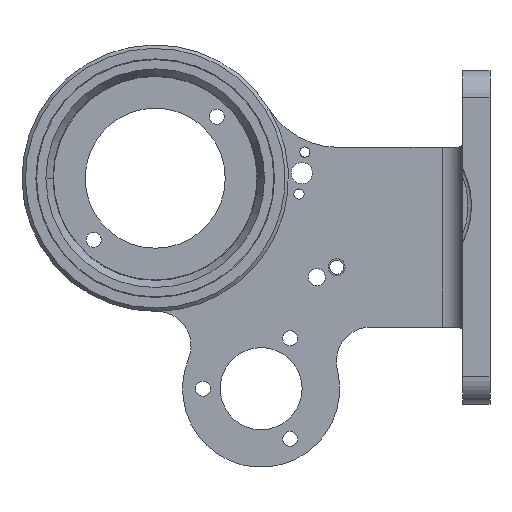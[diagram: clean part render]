
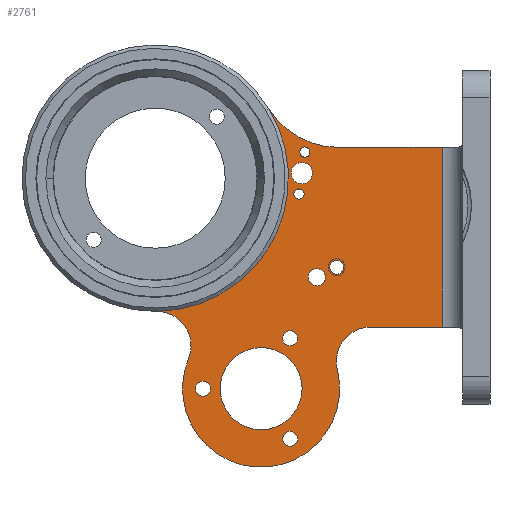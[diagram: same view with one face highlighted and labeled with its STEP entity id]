
A CAD part, left-side view. The second image highlights one B-rep face of the part: STEP entity #2761.
In plain terms, the highlighted planar face has unit normal (-1, 0, 0).
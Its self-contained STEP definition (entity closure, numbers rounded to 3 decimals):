
#502=CARTESIAN_POINT('',(28.1,25.961,-2.32));
#503=DIRECTION('',(1.,0.,0.));
#504=DIRECTION('',(0.,0.,-1.));
#505=AXIS2_PLACEMENT_3D('',#502,#503,#504);
#507=CARTESIAN_POINT('',(28.1,25.961,-2.32));
#508=DIRECTION('',(1.,0.,0.));
#509=DIRECTION('',(0.,0.,1.));
#510=AXIS2_PLACEMENT_3D('',#507,#508,#509);
#512=CARTESIAN_POINT('',(28.1,25.099,3.82));
#513=DIRECTION('',(1.,0.,0.));
#514=DIRECTION('',(0.,0.,-1.));
#515=AXIS2_PLACEMENT_3D('',#512,#513,#514);
#517=CARTESIAN_POINT('',(28.1,25.099,3.82));
#518=DIRECTION('',(1.,0.,0.));
#519=DIRECTION('',(0.,0.,1.));
#520=AXIS2_PLACEMENT_3D('',#517,#518,#519);
#522=CARTESIAN_POINT('',(28.1,25.53,0.75));
#523=DIRECTION('',(1.,0.,0.));
#524=DIRECTION('',(0.,0.,-1.));
#525=AXIS2_PLACEMENT_3D('',#522,#523,#524);
#527=CARTESIAN_POINT('',(28.1,25.53,0.75));
#528=DIRECTION('',(1.,0.,0.));
#529=DIRECTION('',(0.,0.,1.));
#530=AXIS2_PLACEMENT_3D('',#527,#528,#529);
#532=DIRECTION('',(0.,0.,-1.));
#533=VECTOR('',#532,26.3);
#534=CARTESIAN_POINT('',(28.1,5.,4.5));
#535=LINE('',#534,#533);
#536=CARTESIAN_POINT('',(28.1,47.,0.));
#537=DIRECTION('',(1.,0.,0.));
#538=DIRECTION('',(0.,-0.852,0.524));
#539=AXIS2_PLACEMENT_3D('',#536,#537,#538);
#541=CARTESIAN_POINT('',(28.1,23.357,-14.495));
#542=DIRECTION('',(1.,0.,0.));
#543=DIRECTION('',(0.,0.,-1.));
#544=AXIS2_PLACEMENT_3D('',#541,#542,#543);
#546=CARTESIAN_POINT('',(28.1,23.357,-14.495));
#547=DIRECTION('',(1.,0.,0.));
#548=DIRECTION('',(0.,0.,1.));
#549=AXIS2_PLACEMENT_3D('',#546,#547,#548);
#551=CARTESIAN_POINT('',(28.1,20.454,-13.034));
#552=DIRECTION('',(1.,0.,0.));
#553=DIRECTION('',(0.,0.,-1.));
#554=AXIS2_PLACEMENT_3D('',#551,#552,#553);
#556=CARTESIAN_POINT('',(28.1,20.454,-13.034));
#557=DIRECTION('',(1.,0.,0.));
#558=DIRECTION('',(0.,0.,1.));
#559=AXIS2_PLACEMENT_3D('',#556,#557,#558);
#561=CARTESIAN_POINT('',(28.1,31.5,-30.8));
#562=DIRECTION('',(-1.,0.,0.));
#563=DIRECTION('',(0.,0.,1.));
#564=AXIS2_PLACEMENT_3D('',#561,#562,#563);
#570=CARTESIAN_POINT('',(28.1,31.5,-30.8));
#571=DIRECTION('',(-1.,0.,0.));
#572=DIRECTION('',(0.,0.,-1.));
#573=AXIS2_PLACEMENT_3D('',#570,#571,#572);
#579=CARTESIAN_POINT('',(28.1,40.,-30.8));
#580=DIRECTION('',(1.,0.,0.));
#581=DIRECTION('',(0.,0.,-1.));
#582=AXIS2_PLACEMENT_3D('',#579,#580,#581);
#593=CARTESIAN_POINT('',(28.1,40.,-30.8));
#594=DIRECTION('',(1.,0.,0.));
#595=DIRECTION('',(0.,0.,1.));
#596=AXIS2_PLACEMENT_3D('',#593,#594,#595);
#615=CARTESIAN_POINT('',(28.1,27.25,-38.161));
#616=DIRECTION('',(1.,0.,0.));
#617=DIRECTION('',(0.,0.,-1.));
#618=AXIS2_PLACEMENT_3D('',#615,#616,#617);
#629=CARTESIAN_POINT('',(28.1,27.25,-38.161));
#630=DIRECTION('',(1.,0.,0.));
#631=DIRECTION('',(0.,0.,1.));
#632=AXIS2_PLACEMENT_3D('',#629,#630,#631);
#651=CARTESIAN_POINT('',(28.1,27.25,-23.439));
#652=DIRECTION('',(1.,0.,0.));
#653=DIRECTION('',(0.,0.,-1.));
#654=AXIS2_PLACEMENT_3D('',#651,#652,#653);
#665=CARTESIAN_POINT('',(28.1,27.25,-23.439));
#666=DIRECTION('',(1.,0.,0.));
#667=DIRECTION('',(0.,0.,1.));
#668=AXIS2_PLACEMENT_3D('',#665,#666,#667);
#1049=DIRECTION('',(0.,-1.,0.));
#1050=VECTOR('',#1049,10.492);
#1051=CARTESIAN_POINT('',(28.1,15.492,-21.8));
#1052=LINE('',#1051,#1050);
#1081=DIRECTION('',(0.,-1.,0.));
#1082=VECTOR('',#1081,15.167);
#1083=CARTESIAN_POINT('',(28.1,20.167,4.5));
#1084=LINE('',#1083,#1082);
#1133=CARTESIAN_POINT('',(28.1,20.167,16.5));
#1134=DIRECTION('',(-1.,0.,0.));
#1135=DIRECTION('',(0.,0.852,-0.524));
#1136=AXIS2_PLACEMENT_3D('',#1133,#1134,#1135);
#1147=CARTESIAN_POINT('',(28.1,46.749,-24.499));
#1148=DIRECTION('',(1.,0.,0.));
#1149=DIRECTION('',(0.,0.01,1.));
#1150=AXIS2_PLACEMENT_3D('',#1147,#1148,#1149);
#1161=CARTESIAN_POINT('',(28.1,31.5,-30.8));
#1162=DIRECTION('',(1.,0.,0.));
#1163=DIRECTION('',(0.,-0.97,0.242));
#1164=AXIS2_PLACEMENT_3D('',#1161,#1162,#1163);
#1175=CARTESIAN_POINT('',(28.1,15.492,-26.8));
#1176=DIRECTION('',(-1.,0.,0.));
#1177=DIRECTION('',(0.,0.,1.));
#1178=AXIS2_PLACEMENT_3D('',#1175,#1176,#1177);
#1770=CARTESIAN_POINT('',(28.1,20.343,-28.012));
#1771=CARTESIAN_POINT('',(28.1,42.128,-26.408));
#1772=VERTEX_POINT('',#1770);
#1773=VERTEX_POINT('',#1771);
#1774=CARTESIAN_POINT('',(28.1,15.492,-21.8));
#1775=VERTEX_POINT('',#1774);
#1776=CARTESIAN_POINT('',(28.1,46.801,-19.499));
#1777=VERTEX_POINT('',#1776);
#1778=CARTESIAN_POINT('',(28.1,30.389,10.214));
#1779=VERTEX_POINT('',#1778);
#1780=CARTESIAN_POINT('',(28.1,31.5,-24.8));
#1781=CARTESIAN_POINT('',(28.1,31.5,-36.8));
#1782=VERTEX_POINT('',#1780);
#1783=VERTEX_POINT('',#1781);
#1826=CARTESIAN_POINT('',(28.1,5.,4.5));
#1827=CARTESIAN_POINT('',(28.1,5.,-21.8));
#1828=VERTEX_POINT('',#1826);
#1829=VERTEX_POINT('',#1827);
#1830=CARTESIAN_POINT('',(28.1,20.167,4.5));
#1831=VERTEX_POINT('',#1830);
#1832=CARTESIAN_POINT('',(28.1,40.,-31.9));
#1833=CARTESIAN_POINT('',(28.1,40.,-29.7));
#1834=VERTEX_POINT('',#1832);
#1835=VERTEX_POINT('',#1833);
#1836=CARTESIAN_POINT('',(28.1,27.25,-39.261));
#1837=CARTESIAN_POINT('',(28.1,27.25,-37.061));
#1838=VERTEX_POINT('',#1836);
#1839=VERTEX_POINT('',#1837);
#1840=CARTESIAN_POINT('',(28.1,27.25,-24.539));
#1841=CARTESIAN_POINT('',(28.1,27.25,-22.339));
#1842=VERTEX_POINT('',#1840);
#1843=VERTEX_POINT('',#1841);
#1928=CARTESIAN_POINT('',(28.1,25.961,-3.07));
#1929=CARTESIAN_POINT('',(28.1,25.961,-1.57));
#1930=VERTEX_POINT('',#1928);
#1931=VERTEX_POINT('',#1929);
#1932=CARTESIAN_POINT('',(28.1,25.099,3.07));
#1933=CARTESIAN_POINT('',(28.1,25.099,4.57));
#1934=VERTEX_POINT('',#1932);
#1935=VERTEX_POINT('',#1933);
#1936=CARTESIAN_POINT('',(28.1,25.53,-0.8));
#1937=CARTESIAN_POINT('',(28.1,25.53,2.3));
#1938=VERTEX_POINT('',#1936);
#1939=VERTEX_POINT('',#1937);
#1996=CARTESIAN_POINT('',(28.1,23.357,-15.745));
#1997=CARTESIAN_POINT('',(28.1,23.357,-13.245));
#1998=VERTEX_POINT('',#1996);
#1999=VERTEX_POINT('',#1997);
#2000=CARTESIAN_POINT('',(28.1,20.454,-14.059));
#2001=CARTESIAN_POINT('',(28.1,20.454,-12.009));
#2002=VERTEX_POINT('',#2000);
#2003=VERTEX_POINT('',#2001);
#2685=CARTESIAN_POINT('',(28.1,-2.,0.));
#2686=DIRECTION('',(-1.,0.,0.));
#2687=DIRECTION('',(0.,0.,1.));
#2688=AXIS2_PLACEMENT_3D('',#2685,#2686,#2687);
#2689=PLANE('',#2688);
#2691=ORIENTED_EDGE('',*,*,#2690,.T.);
#2693=ORIENTED_EDGE('',*,*,#2692,.F.);
#2695=ORIENTED_EDGE('',*,*,#2694,.T.);
#2697=ORIENTED_EDGE('',*,*,#2696,.T.);
#2699=ORIENTED_EDGE('',*,*,#2698,.F.);
#2700=ORIENTED_EDGE('',*,*,#2679,.F.);
#2702=ORIENTED_EDGE('',*,*,#2701,.T.);
#2704=ORIENTED_EDGE('',*,*,#2703,.T.);
#2705=EDGE_LOOP('',(#2691,#2693,#2695,#2697,#2699,#2700,#2702,#2704));
#2706=FACE_OUTER_BOUND('',#2705,.F.);
#2708=ORIENTED_EDGE('',*,*,#2707,.F.);
#2710=ORIENTED_EDGE('',*,*,#2709,.F.);
#2711=EDGE_LOOP('',(#2708,#2710));
#2712=FACE_BOUND('',#2711,.F.);
#2714=ORIENTED_EDGE('',*,*,#2713,.F.);
#2716=ORIENTED_EDGE('',*,*,#2715,.F.);
#2717=EDGE_LOOP('',(#2714,#2716));
#2718=FACE_BOUND('',#2717,.F.);
#2720=ORIENTED_EDGE('',*,*,#2719,.F.);
#2722=ORIENTED_EDGE('',*,*,#2721,.F.);
#2723=EDGE_LOOP('',(#2720,#2722));
#2724=FACE_BOUND('',#2723,.F.);
#2726=ORIENTED_EDGE('',*,*,#2725,.F.);
#2728=ORIENTED_EDGE('',*,*,#2727,.F.);
#2729=EDGE_LOOP('',(#2726,#2728));
#2730=FACE_BOUND('',#2729,.F.);
#2732=ORIENTED_EDGE('',*,*,#2731,.F.);
#2734=ORIENTED_EDGE('',*,*,#2733,.F.);
#2735=EDGE_LOOP('',(#2732,#2734));
#2736=FACE_BOUND('',#2735,.F.);
#2738=ORIENTED_EDGE('',*,*,#2737,.F.);
#2740=ORIENTED_EDGE('',*,*,#2739,.F.);
#2741=EDGE_LOOP('',(#2738,#2740));
#2742=FACE_BOUND('',#2741,.F.);
#2744=ORIENTED_EDGE('',*,*,#2743,.T.);
#2746=ORIENTED_EDGE('',*,*,#2745,.T.);
#2747=EDGE_LOOP('',(#2744,#2746));
#2748=FACE_BOUND('',#2747,.F.);
#2750=ORIENTED_EDGE('',*,*,#2749,.F.);
#2752=ORIENTED_EDGE('',*,*,#2751,.F.);
#2753=EDGE_LOOP('',(#2750,#2752));
#2754=FACE_BOUND('',#2753,.F.);
#2756=ORIENTED_EDGE('',*,*,#2755,.F.);
#2758=ORIENTED_EDGE('',*,*,#2757,.F.);
#2759=EDGE_LOOP('',(#2756,#2758));
#2760=FACE_BOUND('',#2759,.F.);
#2761=ADVANCED_FACE('',(#2706,#2712,#2718,#2724,#2730,#2736,#2742,#2748,#2754,
#2760),#2689,.T.);
#506=CIRCLE('',#505,0.75);
#511=CIRCLE('',#510,0.75);
#516=CIRCLE('',#515,0.75);
#521=CIRCLE('',#520,0.75);
#526=CIRCLE('',#525,1.55);
#531=CIRCLE('',#530,1.55);
#540=CIRCLE('',#539,19.5);
#545=CIRCLE('',#544,1.25);
#550=CIRCLE('',#549,1.25);
#555=CIRCLE('',#554,1.025);
#560=CIRCLE('',#559,1.025);
#565=CIRCLE('',#564,6.);
#574=CIRCLE('',#573,6.);
#583=CIRCLE('',#582,1.1);
#597=CIRCLE('',#596,1.1);
#619=CIRCLE('',#618,1.1);
#633=CIRCLE('',#632,1.1);
#655=CIRCLE('',#654,1.1);
#669=CIRCLE('',#668,1.1);
#1137=CIRCLE('',#1136,12.);
#1151=CIRCLE('',#1150,5.);
#1165=CIRCLE('',#1164,11.5);
#1179=CIRCLE('',#1178,5.);
#2679=EDGE_CURVE('',#1779,#1777,#540,.T.);
#2690=EDGE_CURVE('',#1828,#1829,#535,.T.);
#2692=EDGE_CURVE('',#1775,#1829,#1052,.T.);
#2694=EDGE_CURVE('',#1775,#1772,#1179,.T.);
#2696=EDGE_CURVE('',#1772,#1773,#1165,.T.);
#2698=EDGE_CURVE('',#1777,#1773,#1151,.T.);
#2701=EDGE_CURVE('',#1779,#1831,#1137,.T.);
#2703=EDGE_CURVE('',#1831,#1828,#1084,.T.);
#2707=EDGE_CURVE('',#1834,#1835,#583,.T.);
#2709=EDGE_CURVE('',#1835,#1834,#597,.T.);
#2713=EDGE_CURVE('',#1838,#1839,#619,.T.);
#2715=EDGE_CURVE('',#1839,#1838,#633,.T.);
#2719=EDGE_CURVE('',#1842,#1843,#655,.T.);
#2721=EDGE_CURVE('',#1843,#1842,#669,.T.);
#2725=EDGE_CURVE('',#1930,#1931,#506,.T.);
#2727=EDGE_CURVE('',#1931,#1930,#511,.T.);
#2731=EDGE_CURVE('',#1934,#1935,#516,.T.);
#2733=EDGE_CURVE('',#1935,#1934,#521,.T.);
#2737=EDGE_CURVE('',#1938,#1939,#526,.T.);
#2739=EDGE_CURVE('',#1939,#1938,#531,.T.);
#2743=EDGE_CURVE('',#1782,#1783,#565,.T.);
#2745=EDGE_CURVE('',#1783,#1782,#574,.T.);
#2749=EDGE_CURVE('',#1998,#1999,#545,.T.);
#2751=EDGE_CURVE('',#1999,#1998,#550,.T.);
#2755=EDGE_CURVE('',#2002,#2003,#555,.T.);
#2757=EDGE_CURVE('',#2003,#2002,#560,.T.);
